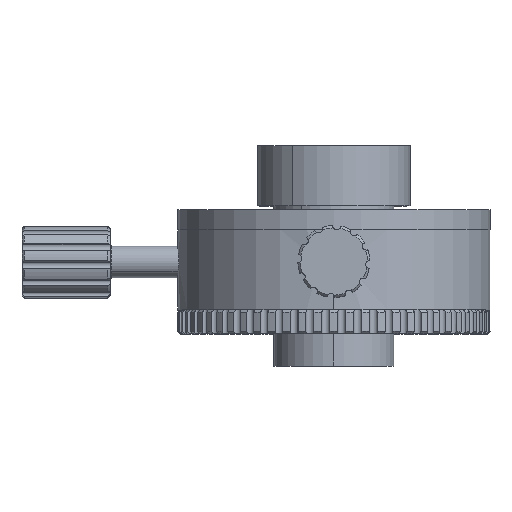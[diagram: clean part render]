
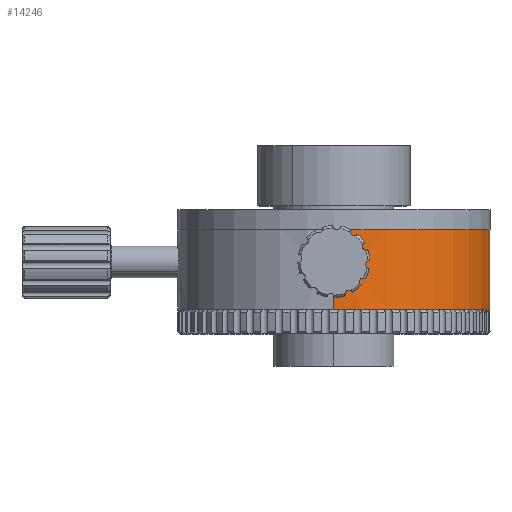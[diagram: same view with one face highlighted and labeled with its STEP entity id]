
A CAD part, top view. The second image highlights one B-rep face of the part: STEP entity #14246.
In plain terms, the highlighted cylindrical face has radius 19.5 mm (diameter 39 mm), a partial arc.
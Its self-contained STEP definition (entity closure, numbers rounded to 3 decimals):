
#394 = CARTESIAN_POINT ( 'NONE',  ( 11.048, 11.07, 95.88 ) ) ;
#557 = DIRECTION ( 'NONE',  ( 0., 1., 0. ) ) ;
#656 = CARTESIAN_POINT ( 'NONE',  ( 11.036, 9.073, 95.881 ) ) ;
#751 = CARTESIAN_POINT ( 'NONE',  ( 9.988, 8.154, 95.944 ) ) ;
#852 = CARTESIAN_POINT ( 'NONE',  ( 9.866, 8.113, 95.947 ) ) ;
#948 = CARTESIAN_POINT ( 'NONE',  ( 10.548, 8.475, 95.917 ) ) ;
#1260 = VERTEX_POINT ( 'NONE', #7661 ) ;
#1471 = B_SPLINE_CURVE_WITH_KNOTS ( 'NONE', 3,
 ( #9790, #9701, #17351, #852, #751, #6841, #14109, #948, #9989, #15782, #12841, #656, #6931, #3880, #5167, #15879, #2441, #15692 ),
 .UNSPECIFIED., .F., .F.,
 ( 4, 2, 2, 2, 2, 2, 2, 2, 4 ),
 ( 0.002, 0.002, 0.002, 0.003, 0.003, 0.004, 0.004, 0.004, 0.005 ),
 .UNSPECIFIED. ) ;
#1522 = B_SPLINE_CURVE_WITH_KNOTS ( 'NONE', 3,
 ( #14147, #12489, #14239, #17102, #10913, #394, #18373, #18474, #12679, #6384, #15529, #4911, #5107, #16912 ),
 .UNSPECIFIED., .F., .F.,
 ( 4, 2, 2, 2, 2, 2, 4 ),
 ( 0.005, 0.005, 0.005, 0.006, 0.007, 0.007, 0.008 ),
 .UNSPECIFIED. ) ;
#1825 = VECTOR ( 'NONE', #8769, 1000. ) ;
#1931 = CARTESIAN_POINT ( 'NONE',  ( 9.353, 8.045, 95.954 ) ) ;
#2022 = DIRECTION ( 'NONE',  ( 0., 1., 0. ) ) ;
#2160 = VERTEX_POINT ( 'NONE', #17343 ) ;
#2441 = CARTESIAN_POINT ( 'NONE',  ( 11.282, 9.941, 95.858 ) ) ;
#2727 = AXIS2_PLACEMENT_3D ( 'NONE', #16765, #557, #8126 ) ;
#2788 = LINE ( 'NONE', #10523, #1825 ) ;
#2870 = EDGE_CURVE ( 'NONE', #11511, #10931, #1522, .T. ) ;
#2934 = LINE ( 'NONE', #7443, #9788 ) ;
#3126 = EDGE_CURVE ( 'NONE', #10931, #4684, #2934, .T. ) ;
#3128 = EDGE_CURVE ( 'NONE', #4684, #1260, #16358, .T. ) ;
#3383 = FACE_OUTER_BOUND ( 'NONE', #18954, .T. ) ;
#3842 = DIRECTION ( 'NONE',  ( 0., 1., 0. ) ) ;
#3880 = CARTESIAN_POINT ( 'NONE',  ( 11.188, 9.432, 95.867 ) ) ;
#4337 = ORIENTED_EDGE ( 'NONE', *, *, #16345, .T. ) ;
#4684 = VERTEX_POINT ( 'NONE', #15759 ) ;
#4841 = CARTESIAN_POINT ( 'NONE',  ( 9.353, 108.61, 76.454 ) ) ;
#4879 = CARTESIAN_POINT ( 'NONE',  ( 9.353, 12.095, 95.954 ) ) ;
#4911 = CARTESIAN_POINT ( 'NONE',  ( 9.611, 12.081, 95.952 ) ) ;
#5107 = CARTESIAN_POINT ( 'NONE',  ( 9.483, 12.095, 95.954 ) ) ;
#5167 = CARTESIAN_POINT ( 'NONE',  ( 11.223, 9.556, 95.864 ) ) ;
#5467 = AXIS2_PLACEMENT_3D ( 'NONE', #4841, #2022, #9372 ) ;
#5511 = LINE ( 'NONE', #18884, #5894 ) ;
#5894 = VECTOR ( 'NONE', #3842, 1000. ) ;
#5915 = ORIENTED_EDGE ( 'NONE', *, *, #2870, .F. ) ;
#5942 = EDGE_CURVE ( 'NONE', #7290, #11511, #1471, .T. ) ;
#6384 = CARTESIAN_POINT ( 'NONE',  ( 9.99, 11.986, 95.944 ) ) ;
#6841 = CARTESIAN_POINT ( 'NONE',  ( 10.225, 8.259, 95.935 ) ) ;
#6931 = CARTESIAN_POINT ( 'NONE',  ( 11.095, 9.191, 95.876 ) ) ;
#7290 = VERTEX_POINT ( 'NONE', #1931 ) ;
#7443 = CARTESIAN_POINT ( 'NONE',  ( 9.353, 108.61, 95.954 ) ) ;
#7661 = CARTESIAN_POINT ( 'NONE',  ( 9.353, 14.07, 56.954 ) ) ;
#7968 = ORIENTED_EDGE ( 'NONE', *, *, #3126, .F. ) ;
#8126 = DIRECTION ( 'NONE',  ( 0., 0., 1. ) ) ;
#8672 = CIRCLE ( 'NONE', #2727, 19.5 ) ;
#8769 = DIRECTION ( 'NONE',  ( 0., 1., 0. ) ) ;
#8823 = DIRECTION ( 'NONE',  ( 0., 1., 0. ) ) ;
#8977 = CARTESIAN_POINT ( 'NONE',  ( 9.353, 4.07, 56.954 ) ) ;
#9210 = CARTESIAN_POINT ( 'NONE',  ( 9.353, 14.07, 76.454 ) ) ;
#9372 = DIRECTION ( 'NONE',  ( 0., 0., 1. ) ) ;
#9701 = CARTESIAN_POINT ( 'NONE',  ( 9.482, 8.045, 95.954 ) ) ;
#9788 = VECTOR ( 'NONE', #8823, 1000. ) ;
#9790 = CARTESIAN_POINT ( 'NONE',  ( 9.353, 8.045, 95.954 ) ) ;
#9989 = CARTESIAN_POINT ( 'NONE',  ( 10.645, 8.561, 95.911 ) ) ;
#10523 = CARTESIAN_POINT ( 'NONE',  ( 9.353, 108.61, 56.954 ) ) ;
#10913 = CARTESIAN_POINT ( 'NONE',  ( 11.188, 10.709, 95.867 ) ) ;
#10931 = VERTEX_POINT ( 'NONE', #4879 ) ;
#11233 = CYLINDRICAL_SURFACE ( 'NONE', #5467, 19.5 ) ;
#11511 = VERTEX_POINT ( 'NONE', #13181 ) ;
#12489 = CARTESIAN_POINT ( 'NONE',  ( 11.282, 10.199, 95.858 ) ) ;
#12679 = CARTESIAN_POINT ( 'NONE',  ( 10.343, 11.828, 95.93 ) ) ;
#12841 = CARTESIAN_POINT ( 'NONE',  ( 10.9, 8.854, 95.892 ) ) ;
#13181 = CARTESIAN_POINT ( 'NONE',  ( 11.282, 10.07, 95.858 ) ) ;
#13327 = ORIENTED_EDGE ( 'NONE', *, *, #3128, .F. ) ;
#13735 = DIRECTION ( 'NONE',  ( 0., 0., 1. ) ) ;
#14109 = CARTESIAN_POINT ( 'NONE',  ( 10.338, 8.325, 95.929 ) ) ;
#14147 = CARTESIAN_POINT ( 'NONE',  ( 11.282, 10.07, 95.858 ) ) ;
#14175 = AXIS2_PLACEMENT_3D ( 'NONE', #9210, #16690, #13735 ) ;
#14239 = CARTESIAN_POINT ( 'NONE',  ( 11.271, 10.328, 95.859 ) ) ;
#14246 = ADVANCED_FACE ( 'NONE', ( #3383 ), #11233, .T. ) ;
#15425 = ORIENTED_EDGE ( 'NONE', *, *, #17256, .F. ) ;
#15475 = VERTEX_POINT ( 'NONE', #8977 ) ;
#15529 = CARTESIAN_POINT ( 'NONE',  ( 9.864, 12.027, 95.947 ) ) ;
#15692 = CARTESIAN_POINT ( 'NONE',  ( 11.282, 10.07, 95.858 ) ) ;
#15759 = CARTESIAN_POINT ( 'NONE',  ( 9.353, 14.07, 95.954 ) ) ;
#15782 = CARTESIAN_POINT ( 'NONE',  ( 10.822, 8.752, 95.899 ) ) ;
#15879 = CARTESIAN_POINT ( 'NONE',  ( 11.27, 9.81, 95.859 ) ) ;
#16345 = EDGE_CURVE ( 'NONE', #2160, #15475, #8672, .T. ) ;
#16358 = CIRCLE ( 'NONE', #14175, 19.5 ) ;
#16690 = DIRECTION ( 'NONE',  ( 0., 1., 0. ) ) ;
#16765 = CARTESIAN_POINT ( 'NONE',  ( 9.353, 4.07, 76.454 ) ) ;
#16912 = CARTESIAN_POINT ( 'NONE',  ( 9.353, 12.095, 95.954 ) ) ;
#17101 = EDGE_CURVE ( 'NONE', #15475, #1260, #2788, .T. ) ;
#17102 = CARTESIAN_POINT ( 'NONE',  ( 11.223, 10.583, 95.864 ) ) ;
#17256 = EDGE_CURVE ( 'NONE', #2160, #7290, #5511, .T. ) ;
#17343 = CARTESIAN_POINT ( 'NONE',  ( 9.353, 4.07, 95.954 ) ) ;
#17351 = CARTESIAN_POINT ( 'NONE',  ( 9.612, 8.059, 95.952 ) ) ;
#18121 = ORIENTED_EDGE ( 'NONE', *, *, #17101, .T. ) ;
#18373 = CARTESIAN_POINT ( 'NONE',  ( 10.909, 11.296, 95.892 ) ) ;
#18474 = CARTESIAN_POINT ( 'NONE',  ( 10.558, 11.673, 95.917 ) ) ;
#18800 = ORIENTED_EDGE ( 'NONE', *, *, #5942, .F. ) ;
#18884 = CARTESIAN_POINT ( 'NONE',  ( 9.353, 108.61, 95.954 ) ) ;
#18954 = EDGE_LOOP ( 'NONE', ( #4337, #18121, #13327, #7968, #5915, #18800, #15425 ) ) ;
